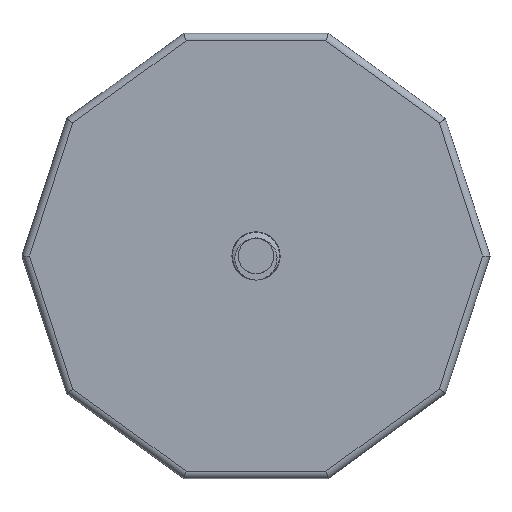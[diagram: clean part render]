
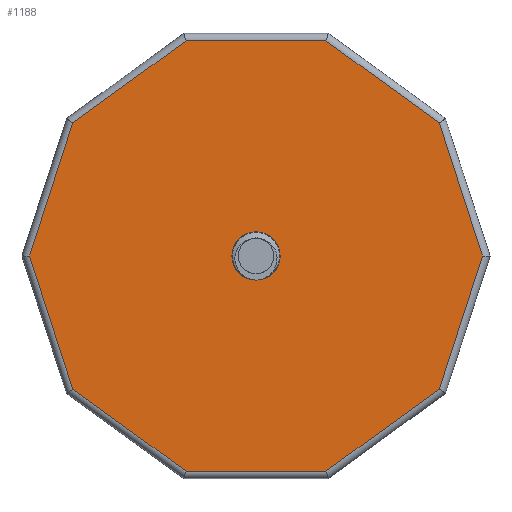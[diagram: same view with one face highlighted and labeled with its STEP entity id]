
A CAD part, front view. The second image highlights one B-rep face of the part: STEP entity #1188.
In plain terms, the highlighted planar face has unit normal (0, -1, 0).
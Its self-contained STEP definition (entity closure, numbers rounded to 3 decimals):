
#53=FACE_BOUND('',#205,.T.);
#84=PLANE('',#1296);
#132=FACE_OUTER_BOUND('',#204,.T.);
#204=EDGE_LOOP('',(#857,#858,#859,#860,#861,#862,#863,#864,#865,#866));
#205=EDGE_LOOP('',(#867));
#265=LINE('',#1677,#383);
#267=LINE('',#1685,#385);
#269=LINE('',#1691,#387);
#272=LINE('',#1699,#390);
#274=LINE('',#1705,#392);
#276=LINE('',#1711,#394);
#278=LINE('',#1717,#396);
#279=LINE('',#1721,#397);
#282=LINE('',#1729,#400);
#284=LINE('',#1733,#402);
#383=VECTOR('',#1373,10.);
#385=VECTOR('',#1381,10.);
#387=VECTOR('',#1387,10.);
#390=VECTOR('',#1394,10.);
#392=VECTOR('',#1400,10.);
#394=VECTOR('',#1406,10.);
#396=VECTOR('',#1412,10.);
#397=VECTOR('',#1417,10.);
#400=VECTOR('',#1424,10.);
#402=VECTOR('',#1430,10.);
#500=CIRCLE('',#1268,2.922);
#507=VERTEX_POINT('',#1668);
#509=VERTEX_POINT('',#1675);
#510=VERTEX_POINT('',#1676);
#513=VERTEX_POINT('',#1684);
#515=VERTEX_POINT('',#1690);
#518=VERTEX_POINT('',#1698);
#520=VERTEX_POINT('',#1704);
#522=VERTEX_POINT('',#1710);
#524=VERTEX_POINT('',#1716);
#525=VERTEX_POINT('',#1720);
#528=VERTEX_POINT('',#1728);
#617=EDGE_CURVE('',#507,#507,#500,.T.);
#620=EDGE_CURVE('',#509,#510,#265,.T.);
#624=EDGE_CURVE('',#510,#513,#267,.T.);
#627=EDGE_CURVE('',#513,#515,#269,.T.);
#631=EDGE_CURVE('',#515,#518,#272,.T.);
#634=EDGE_CURVE('',#518,#520,#274,.T.);
#637=EDGE_CURVE('',#520,#522,#276,.T.);
#640=EDGE_CURVE('',#522,#524,#278,.T.);
#642=EDGE_CURVE('',#525,#509,#279,.T.);
#646=EDGE_CURVE('',#524,#528,#282,.T.);
#649=EDGE_CURVE('',#528,#525,#284,.T.);
#857=ORIENTED_EDGE('',*,*,#620,.F.);
#858=ORIENTED_EDGE('',*,*,#642,.F.);
#859=ORIENTED_EDGE('',*,*,#649,.F.);
#860=ORIENTED_EDGE('',*,*,#646,.F.);
#861=ORIENTED_EDGE('',*,*,#640,.F.);
#862=ORIENTED_EDGE('',*,*,#637,.F.);
#863=ORIENTED_EDGE('',*,*,#634,.F.);
#864=ORIENTED_EDGE('',*,*,#631,.F.);
#865=ORIENTED_EDGE('',*,*,#627,.F.);
#866=ORIENTED_EDGE('',*,*,#624,.F.);
#867=ORIENTED_EDGE('',*,*,#617,.F.);
#1188=ADVANCED_FACE('',(#132,#53),#84,.F.);
#1268=AXIS2_PLACEMENT_3D('',#1669,#1364,#1365);
#1296=AXIS2_PLACEMENT_3D('',#1756,#1452,#1453);
#1364=DIRECTION('center_axis',(0.,-1.,0.));
#1365=DIRECTION('ref_axis',(1.,0.,0.));
#1373=DIRECTION('',(-0.309,0.,0.951));
#1381=DIRECTION('',(0.309,0.,0.951));
#1387=DIRECTION('',(0.809,0.,0.588));
#1394=DIRECTION('',(1.,0.,0.));
#1400=DIRECTION('',(0.809,0.,-0.588));
#1406=DIRECTION('',(0.309,0.,-0.951));
#1412=DIRECTION('',(-0.309,0.,-0.951));
#1417=DIRECTION('',(-0.809,0.,0.588));
#1424=DIRECTION('',(-0.809,0.,-0.588));
#1430=DIRECTION('',(-1.,0.,0.));
#1452=DIRECTION('center_axis',(0.,1.,0.));
#1453=DIRECTION('ref_axis',(0.,0.,1.));
#1668=CARTESIAN_POINT('',(0.,0.,-2.922));
#1669=CARTESIAN_POINT('Origin',(0.,0.,0.));
#1675=CARTESIAN_POINT('',(-30.241,0.,-21.971));
#1676=CARTESIAN_POINT('',(-37.38,0.,0.));
#1677=CARTESIAN_POINT('',(-31.965,0.,-16.664));
#1684=CARTESIAN_POINT('',(-30.241,0.,21.971));
#1685=CARTESIAN_POINT('',(-35.655,0.,5.307));
#1690=CARTESIAN_POINT('',(-11.551,0.,35.55));
#1691=CARTESIAN_POINT('',(-25.726,0.,25.252));
#1698=CARTESIAN_POINT('',(11.551,0.,35.55));
#1699=CARTESIAN_POINT('',(-5.97,0.,35.55));
#1704=CARTESIAN_POINT('',(30.241,0.,21.971));
#1705=CARTESIAN_POINT('',(16.066,0.,32.27));
#1710=CARTESIAN_POINT('',(37.38,0.,0.));
#1711=CARTESIAN_POINT('',(31.965,0.,16.664));
#1716=CARTESIAN_POINT('',(30.241,0.,-21.971));
#1717=CARTESIAN_POINT('',(35.655,0.,-5.307));
#1720=CARTESIAN_POINT('',(-11.551,0.,-35.55));
#1721=CARTESIAN_POINT('',(-16.066,0.,-32.27));
#1728=CARTESIAN_POINT('',(11.551,0.,-35.55));
#1729=CARTESIAN_POINT('',(25.726,0.,-25.252));
#1733=CARTESIAN_POINT('',(5.97,0.,-35.55));
#1756=CARTESIAN_POINT('Origin',(0.,0.,0.));
